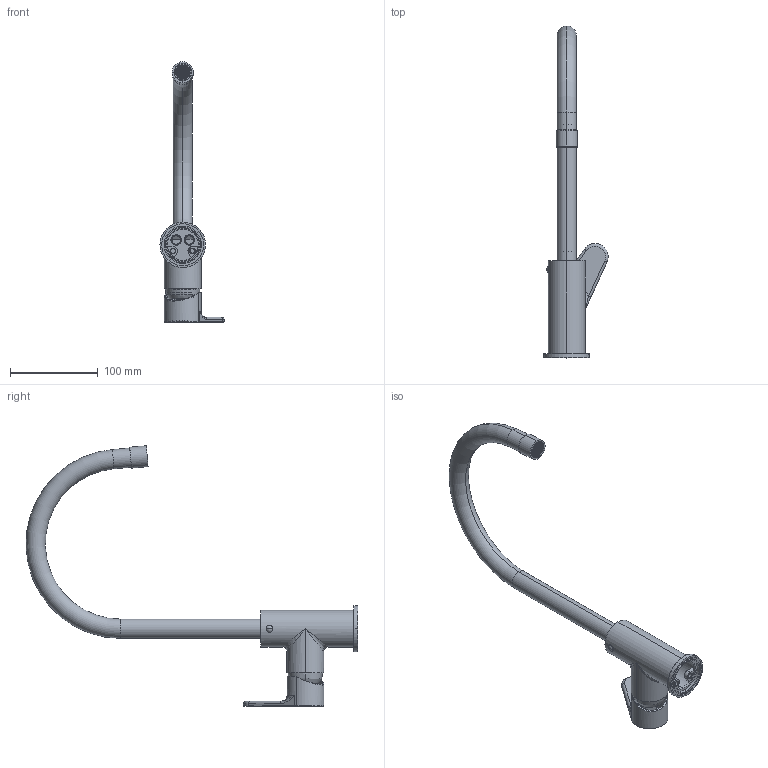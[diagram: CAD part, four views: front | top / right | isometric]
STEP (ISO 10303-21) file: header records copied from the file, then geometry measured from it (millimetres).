
FILE_DESCRIPTION((''),'2;1');
FILE_NAME('GR180CR','2021-06-10T10:43:32',('ut3'),('PAFFONI SpA'),'CREO PARAMETRIC BY PTC INC, 2020044','CREO PARAMETRIC BY PTC INC, 2020044','');
FILE_SCHEMA(('CONFIG_CONTROL_DESIGN','SHAPE_APPEARANCE_LAYERS_GROUPS'));
Length unit declared in the file: millimetre
Products named in the file (1): GR180CR
Bounding box: 73.17 x 378.9 x 297.48 mm (x, y, z)
Volume: 154443.4 mm3; surface area: 157834.7 mm2
Topology: 4 solids, 4 shells, 2454 faces, 7127 edges, 4651 vertices
Faces by surface type: plane 1872, cylinder 359, cone 91, torus 80, bspline 34, sphere 18
Entity records: 103804 total; most frequent: CARTESIAN_POINT 18549, ORIENTED_EDGE 14218, DIRECTION 13708, EDGE_CURVE 7109, VECTOR 4776, LINE 4776, VERTEX_POINT 4651, AXIS2_PLACEMENT_3D 4466
